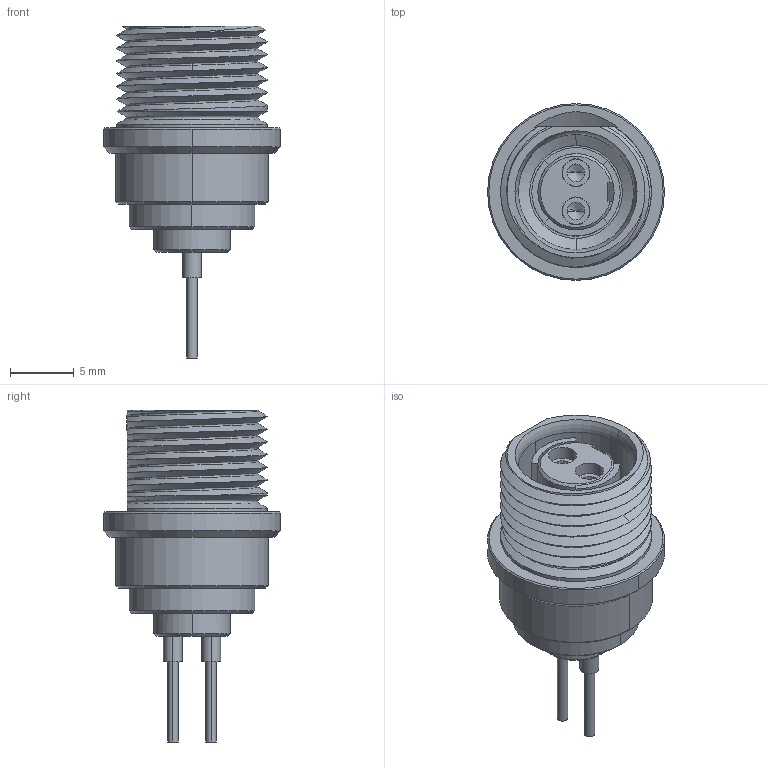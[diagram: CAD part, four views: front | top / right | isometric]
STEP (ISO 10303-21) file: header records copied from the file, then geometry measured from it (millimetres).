
FILE_DESCRIPTION((''),'2;1');
FILE_NAME('FISCHER_DBPC 103 A051-230_a.stp','2014-07-29T15:57:56',(''),(''),'Mechanical Desktop 2011','Mechanical Desktop 2011',', , ');
FILE_SCHEMA(('AUTOMOTIVE_DESIGN { 1 2 10303 214 1 1 1 1 }'));
Length unit declared in the file: millimetre
Products named in the file (1): Product
Bounding box: 13.9 x 13.9 x 26.1 mm (x, y, z)
Volume: 1255.8 mm3; surface area: 2802.5 mm2
Topology: 6 solids, 6 shells, 174 faces, 419 edges, 267 vertices
Faces by surface type: cylinder 68, cone 42, plane 33, bspline 28, torus 3
Entity records: 8819 total; most frequent: CARTESIAN_POINT 4836, ORIENTED_EDGE 830, DIRECTION 779, EDGE_CURVE 415, AXIS2_PLACEMENT_3D 319, VERTEX_POINT 267, EDGE_LOOP 196, FACE_OUTER_BOUND 174
